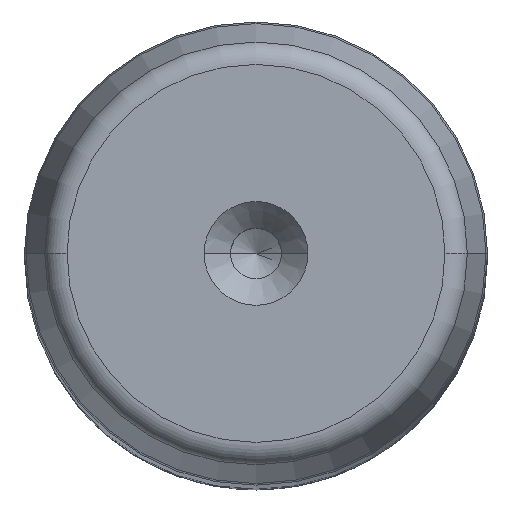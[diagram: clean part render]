
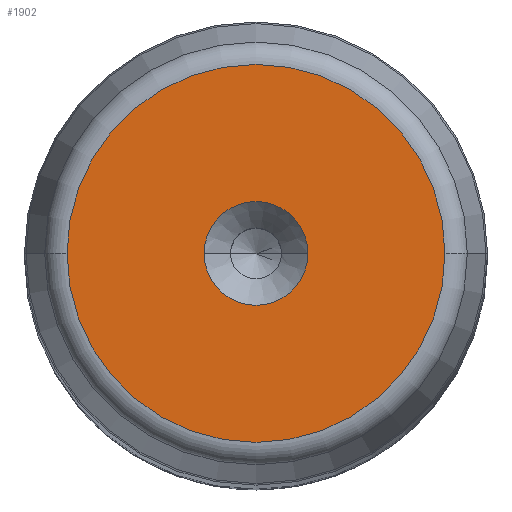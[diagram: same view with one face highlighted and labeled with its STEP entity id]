
A CAD part, top view. The second image highlights one B-rep face of the part: STEP entity #1902.
In plain terms, the highlighted planar face has unit normal (0, 0, 1).
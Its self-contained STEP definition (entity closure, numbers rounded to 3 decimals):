
#21 = ORIENTED_EDGE ( 'NONE', *, *, #179, .T. ) ;
#41 = EDGE_CURVE ( 'NONE', #2756, #2011, #3088, .T. ) ;
#145 = EDGE_LOOP ( 'NONE', ( #665, #1931 ) ) ;
#158 = AXIS2_PLACEMENT_3D ( 'NONE', #2885, #660, #1638 ) ;
#159 = DIRECTION ( 'NONE',  ( 1., 0., 0. ) ) ;
#179 = EDGE_CURVE ( 'NONE', #3019, #1459, #739, .T. ) ;
#205 = DIRECTION ( 'NONE',  ( 0., 0., 1. ) ) ;
#237 = CARTESIAN_POINT ( 'NONE',  ( -5.6, 0., 315. ) ) ;
#435 = AXIS2_PLACEMENT_3D ( 'NONE', #645, #1595, #159 ) ;
#490 = EDGE_LOOP ( 'NONE', ( #21, #3096 ) ) ;
#645 = CARTESIAN_POINT ( 'NONE',  ( 0., 0., 315. ) ) ;
#660 = DIRECTION ( 'NONE',  ( 0., 0., 1. ) ) ;
#665 = ORIENTED_EDGE ( 'NONE', *, *, #41, .F. ) ;
#739 = CIRCLE ( 'NONE', #942, 20.402 ) ;
#766 = CARTESIAN_POINT ( 'NONE',  ( 20.402, 0., 315. ) ) ;
#837 = FACE_BOUND ( 'NONE', #145, .T. ) ;
#929 = CARTESIAN_POINT ( 'NONE',  ( 5.6, 0., 315. ) ) ;
#942 = AXIS2_PLACEMENT_3D ( 'NONE', #2872, #1387, #1871 ) ;
#1012 = CARTESIAN_POINT ( 'NONE',  ( 0., 0., 315. ) ) ;
#1033 = PLANE ( 'NONE',  #2841 ) ;
#1063 = FACE_OUTER_BOUND ( 'NONE', #490, .T. ) ;
#1080 = AXIS2_PLACEMENT_3D ( 'NONE', #1655, #205, #2901 ) ;
#1350 = EDGE_CURVE ( 'NONE', #2011, #2756, #2890, .T. ) ;
#1387 = DIRECTION ( 'NONE',  ( 0., 0., 1. ) ) ;
#1459 = VERTEX_POINT ( 'NONE', #2868 ) ;
#1595 = DIRECTION ( 'NONE',  ( 0., 0., 1. ) ) ;
#1638 = DIRECTION ( 'NONE',  ( 1., 0., 0. ) ) ;
#1655 = CARTESIAN_POINT ( 'NONE',  ( 0., 0., 315. ) ) ;
#1871 = DIRECTION ( 'NONE',  ( 1., 0., 0. ) ) ;
#1902 = ADVANCED_FACE ( 'NONE', ( #1063, #837 ), #1033, .T. ) ;
#1931 = ORIENTED_EDGE ( 'NONE', *, *, #1350, .F. ) ;
#2008 = DIRECTION ( 'NONE',  ( 1., 0., 0. ) ) ;
#2011 = VERTEX_POINT ( 'NONE', #237 ) ;
#2273 = CIRCLE ( 'NONE', #1080, 20.402 ) ;
#2751 = DIRECTION ( 'NONE',  ( 0., 0., 1. ) ) ;
#2756 = VERTEX_POINT ( 'NONE', #929 ) ;
#2809 = EDGE_CURVE ( 'NONE', #1459, #3019, #2273, .T. ) ;
#2841 = AXIS2_PLACEMENT_3D ( 'NONE', #1012, #2751, #2008 ) ;
#2868 = CARTESIAN_POINT ( 'NONE',  ( -20.402, 0., 315. ) ) ;
#2872 = CARTESIAN_POINT ( 'NONE',  ( 0., 0., 315. ) ) ;
#2885 = CARTESIAN_POINT ( 'NONE',  ( 0., 0., 315. ) ) ;
#2890 = CIRCLE ( 'NONE', #158, 5.6 ) ;
#2901 = DIRECTION ( 'NONE',  ( 1., 0., 0. ) ) ;
#3019 = VERTEX_POINT ( 'NONE', #766 ) ;
#3088 = CIRCLE ( 'NONE', #435, 5.6 ) ;
#3096 = ORIENTED_EDGE ( 'NONE', *, *, #2809, .T. ) ;
